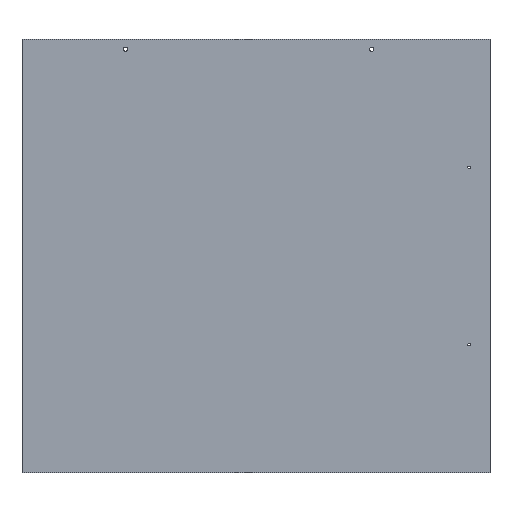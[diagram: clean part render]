
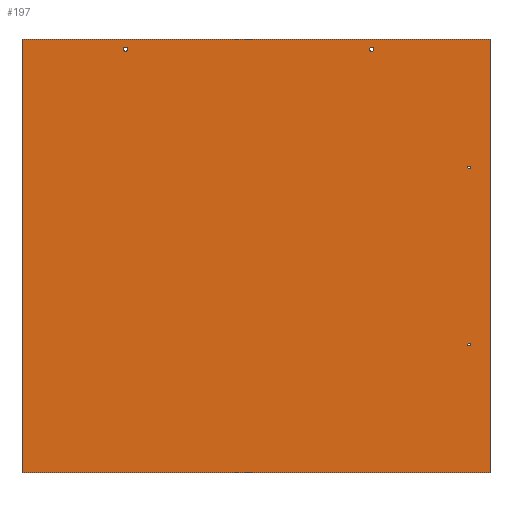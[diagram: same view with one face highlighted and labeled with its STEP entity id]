
A CAD part, front view. The second image highlights one B-rep face of the part: STEP entity #197.
In plain terms, the highlighted planar face has unit normal (0, -1, 0).
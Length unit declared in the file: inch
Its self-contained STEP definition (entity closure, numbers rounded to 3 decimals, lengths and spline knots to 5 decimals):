
#18=LINE('',#297,#30);
#20=LINE('',#301,#32);
#23=LINE('',#307,#35);
#27=LINE('',#314,#39);
#30=VECTOR('',#249,23.75);
#32=VECTOR('',#253,22.);
#35=VECTOR('',#258,23.75);
#39=VECTOR('',#266,22.);
#44=PLANE('',#217);
#54=FACE_BOUND('',#85,.T.);
#55=FACE_BOUND('',#86,.T.);
#56=FACE_BOUND('',#87,.T.);
#57=FACE_BOUND('',#88,.T.);
#66=FACE_OUTER_BOUND('',#84,.T.);
#84=EDGE_LOOP('',(#162,#163,#164,#165));
#85=EDGE_LOOP('',(#166));
#86=EDGE_LOOP('',(#167));
#87=EDGE_LOOP('',(#168));
#88=EDGE_LOOP('',(#169));
#91=CIRCLE('',#203,0.105);
#93=CIRCLE('',#206,0.105);
#95=CIRCLE('',#209,0.064);
#97=CIRCLE('',#212,0.064);
#99=VERTEX_POINT('',#273);
#101=VERTEX_POINT('',#278);
#103=VERTEX_POINT('',#283);
#105=VERTEX_POINT('',#288);
#108=VERTEX_POINT('',#294);
#109=VERTEX_POINT('',#296);
#110=VERTEX_POINT('',#300);
#112=VERTEX_POINT('',#306);
#115=EDGE_CURVE('',#99,#99,#91,.T.);
#117=EDGE_CURVE('',#101,#101,#93,.T.);
#119=EDGE_CURVE('',#103,#103,#95,.T.);
#121=EDGE_CURVE('',#105,#105,#97,.T.);
#124=EDGE_CURVE('',#108,#109,#18,.T.);
#126=EDGE_CURVE('',#109,#110,#20,.T.);
#129=EDGE_CURVE('',#110,#112,#23,.T.);
#133=EDGE_CURVE('',#108,#112,#27,.T.);
#162=ORIENTED_EDGE('',*,*,#124,.F.);
#163=ORIENTED_EDGE('',*,*,#133,.T.);
#164=ORIENTED_EDGE('',*,*,#129,.F.);
#165=ORIENTED_EDGE('',*,*,#126,.F.);
#166=ORIENTED_EDGE('',*,*,#115,.F.);
#167=ORIENTED_EDGE('',*,*,#117,.F.);
#168=ORIENTED_EDGE('',*,*,#119,.F.);
#169=ORIENTED_EDGE('',*,*,#121,.F.);
#197=ADVANCED_FACE('',(#66,#54,#55,#56,#57),#44,.F.);
#203=AXIS2_PLACEMENT_3D('',#274,#225,#226);
#206=AXIS2_PLACEMENT_3D('',#279,#231,#232);
#209=AXIS2_PLACEMENT_3D('',#284,#237,#238);
#212=AXIS2_PLACEMENT_3D('',#289,#243,#244);
#217=AXIS2_PLACEMENT_3D('',#313,#264,#265);
#225=DIRECTION('center_axis',(0.,-1.,0.));
#226=DIRECTION('ref_axis',(0.,0.,-1.));
#231=DIRECTION('center_axis',(0.,-1.,0.));
#232=DIRECTION('ref_axis',(0.,0.,-1.));
#237=DIRECTION('center_axis',(0.,-1.,0.));
#238=DIRECTION('ref_axis',(0.,0.,-1.));
#243=DIRECTION('center_axis',(0.,-1.,0.));
#244=DIRECTION('ref_axis',(0.,0.,-1.));
#249=DIRECTION('',(1.,0.,0.));
#253=DIRECTION('',(0.,0.,-1.));
#258=DIRECTION('',(-1.,0.,0.));
#264=DIRECTION('center_axis',(0.,1.,0.));
#265=DIRECTION('ref_axis',(0.,0.,1.));
#266=DIRECTION('',(0.,0.,-1.));
#273=CARTESIAN_POINT('',(5.9375,0.,10.385));
#274=CARTESIAN_POINT('Origin',(5.9375,0.,10.49));
#278=CARTESIAN_POINT('',(-6.5625,0.,10.385));
#279=CARTESIAN_POINT('Origin',(-6.5625,0.,10.49));
#283=CARTESIAN_POINT('',(10.87506,0.,4.436));
#284=CARTESIAN_POINT('Origin',(10.87506,0.,4.5));
#288=CARTESIAN_POINT('',(10.87506,0.,-4.564));
#289=CARTESIAN_POINT('Origin',(10.87506,0.,-4.5));
#294=CARTESIAN_POINT('',(-11.8125,0.,11.));
#296=CARTESIAN_POINT('',(11.9375,0.,11.));
#297=CARTESIAN_POINT('',(11.9375,0.,11.));
#300=CARTESIAN_POINT('',(11.9375,0.,-11.));
#301=CARTESIAN_POINT('',(11.9375,0.,11.));
#306=CARTESIAN_POINT('',(-11.8125,0.,-11.));
#307=CARTESIAN_POINT('',(11.9375,0.,-11.));
#313=CARTESIAN_POINT('Origin',(-11.9375,0.,-11.));
#314=CARTESIAN_POINT('',(-11.8125,0.,-11.));
